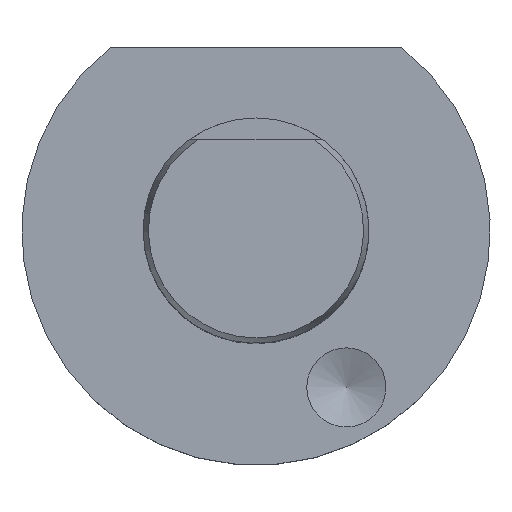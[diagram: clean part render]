
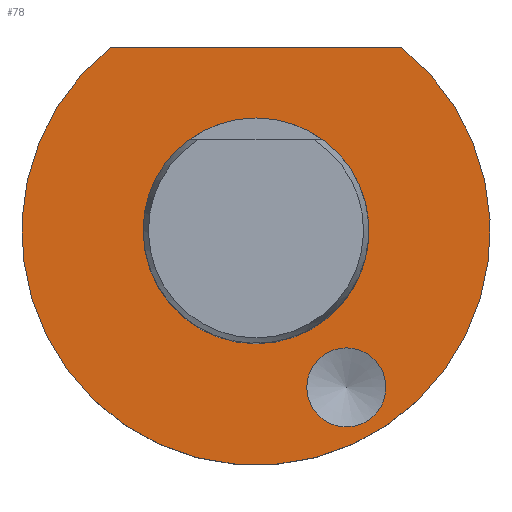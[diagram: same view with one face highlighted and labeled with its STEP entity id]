
A CAD part, top view. The second image highlights one B-rep face of the part: STEP entity #78.
In plain terms, the highlighted planar face has unit normal (0, 0, 1).
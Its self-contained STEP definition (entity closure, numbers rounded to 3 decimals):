
#58=FACE_BOUND('',#117,.T.);
#59=FACE_BOUND('',#118,.T.);
#60=FACE_BOUND('',#119,.T.);
#78=ADVANCED_FACE('CU_IB_SU_3',(#58,#59,#60),#89,.F.);
#89=PLANE('',#310);
#117=EDGE_LOOP('',(#175));
#118=EDGE_LOOP('',(#176));
#119=EDGE_LOOP('',(#177,#178));
#137=CIRCLE('',#305,41.5);
#138=CIRCLE('',#308,7.007);
#139=CIRCLE('',#309,19.996);
#175=ORIENTED_EDGE('',*,*,#239,.F.);
#176=ORIENTED_EDGE('',*,*,#240,.F.);
#177=ORIENTED_EDGE('',*,*,#238,.T.);
#178=ORIENTED_EDGE('',*,*,#236,.F.);
#211=VERTEX_POINT('',#474);
#212=VERTEX_POINT('',#476);
#213=VERTEX_POINT('',#482);
#214=VERTEX_POINT('',#484);
#236=EDGE_CURVE('',#211,#212,#137,.T.);
#238=EDGE_CURVE('',#211,#212,#254,.T.);
#239=EDGE_CURVE('',#213,#213,#138,.T.);
#240=EDGE_CURVE('',#214,#214,#139,.T.);
#254=LINE('',#479,#263);
#263=VECTOR('',#371,1.);
#305=AXIS2_PLACEMENT_3D('',#475,#366,#367);
#308=AXIS2_PLACEMENT_3D('',#481,#374,#375);
#309=AXIS2_PLACEMENT_3D('',#483,#376,#377);
#310=AXIS2_PLACEMENT_3D('',#485,#378,#379);
#366=DIRECTION('',(0.,0.,-1.));
#367=DIRECTION('',(-1.,0.,0.));
#371=DIRECTION('',(-1.,0.,0.));
#374=DIRECTION('',(0.,0.,1.));
#375=DIRECTION('',(-1.,0.,0.));
#376=DIRECTION('',(0.,0.,1.));
#377=DIRECTION('',(-1.,0.,0.));
#378=DIRECTION('',(0.,0.,-1.));
#379=DIRECTION('',(-1.,0.,0.));
#474=CARTESIAN_POINT('',(25.807,32.5,0.));
#475=CARTESIAN_POINT('',(0.,0.,0.));
#476=CARTESIAN_POINT('',(-25.807,32.5,0.));
#479=CARTESIAN_POINT('',(41.5,32.5,0.));
#481=CARTESIAN_POINT('',(16.,-27.713,0.));
#482=CARTESIAN_POINT('',(8.993,-27.713,0.));
#483=CARTESIAN_POINT('',(0.,0.,0.));
#484=CARTESIAN_POINT('',(-19.996,0.,0.));
#485=CARTESIAN_POINT('',(0.,19.996,0.));
